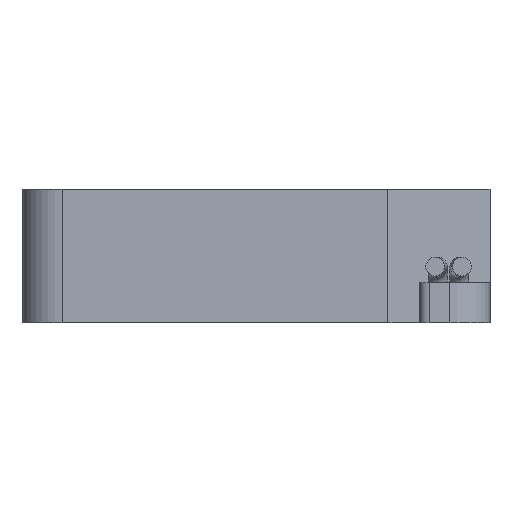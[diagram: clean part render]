
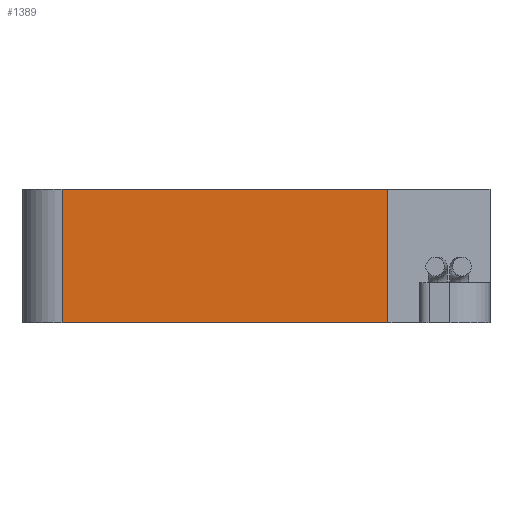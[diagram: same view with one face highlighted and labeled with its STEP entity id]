
A CAD part, left-side view. The second image highlights one B-rep face of the part: STEP entity #1389.
In plain terms, the highlighted planar face has unit normal (-1, 0, 0).
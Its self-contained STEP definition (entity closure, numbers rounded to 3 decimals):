
#38 = DIRECTION ( 'NONE',  ( 0., 0., -1. ) ) ;
#202 = VECTOR ( 'NONE', #38, 1000. ) ;
#248 = CARTESIAN_POINT ( 'NONE',  ( -17.5, 14.5, 10. ) ) ;
#261 = DIRECTION ( 'NONE',  ( 0., -1., 0. ) ) ;
#332 = ORIENTED_EDGE ( 'NONE', *, *, #2363, .T. ) ;
#350 = DIRECTION ( 'NONE',  ( 0., 0., 1. ) ) ;
#589 = PLANE ( 'NONE',  #1962 ) ;
#600 = DIRECTION ( 'NONE',  ( 0., 0., -1. ) ) ;
#773 = VECTOR ( 'NONE', #1800, 1000. ) ;
#805 = VERTEX_POINT ( 'NONE', #1890 ) ;
#877 = CARTESIAN_POINT ( 'NONE',  ( -17.5, 14.5, 10. ) ) ;
#921 = VERTEX_POINT ( 'NONE', #3298 ) ;
#974 = VECTOR ( 'NONE', #261, 1000. ) ;
#981 = CARTESIAN_POINT ( 'NONE',  ( -17.5, -9.865, 10. ) ) ;
#1018 = LINE ( 'NONE', #1266, #202 ) ;
#1067 = FACE_OUTER_BOUND ( 'NONE', #2022, .T. ) ;
#1266 = CARTESIAN_POINT ( 'NONE',  ( -17.5, 14.5, 10. ) ) ;
#1305 = EDGE_CURVE ( 'NONE', #921, #3830, #3863, .T. ) ;
#1389 = ADVANCED_FACE ( 'NONE', ( #1067 ), #589, .F. ) ;
#1723 = ORIENTED_EDGE ( 'NONE', *, *, #3540, .F. ) ;
#1800 = DIRECTION ( 'NONE',  ( 0., -1., 0. ) ) ;
#1890 = CARTESIAN_POINT ( 'NONE',  ( -17.5, 14.5, 0. ) ) ;
#1962 = AXIS2_PLACEMENT_3D ( 'NONE', #248, #3683, #600 ) ;
#1971 = VECTOR ( 'NONE', #350, 1000. ) ;
#2022 = EDGE_LOOP ( 'NONE', ( #2428, #2507, #1723, #332 ) ) ;
#2363 = EDGE_CURVE ( 'NONE', #3911, #805, #1018, .T. ) ;
#2428 = ORIENTED_EDGE ( 'NONE', *, *, #3491, .T. ) ;
#2507 = ORIENTED_EDGE ( 'NONE', *, *, #1305, .T. ) ;
#2535 = LINE ( 'NONE', #2990, #974 ) ;
#2553 = CARTESIAN_POINT ( 'NONE',  ( -17.5, 14.5, 10. ) ) ;
#2985 = CARTESIAN_POINT ( 'NONE',  ( -17.5, -9.865, -10.797 ) ) ;
#2990 = CARTESIAN_POINT ( 'NONE',  ( -17.5, 14.5, 0. ) ) ;
#3258 = LINE ( 'NONE', #877, #773 ) ;
#3298 = CARTESIAN_POINT ( 'NONE',  ( -17.5, -9.865, 0. ) ) ;
#3491 = EDGE_CURVE ( 'NONE', #805, #921, #2535, .T. ) ;
#3540 = EDGE_CURVE ( 'NONE', #3911, #3830, #3258, .T. ) ;
#3683 = DIRECTION ( 'NONE',  ( 1., 0., 0. ) ) ;
#3830 = VERTEX_POINT ( 'NONE', #981 ) ;
#3863 = LINE ( 'NONE', #2985, #1971 ) ;
#3911 = VERTEX_POINT ( 'NONE', #2553 ) ;
